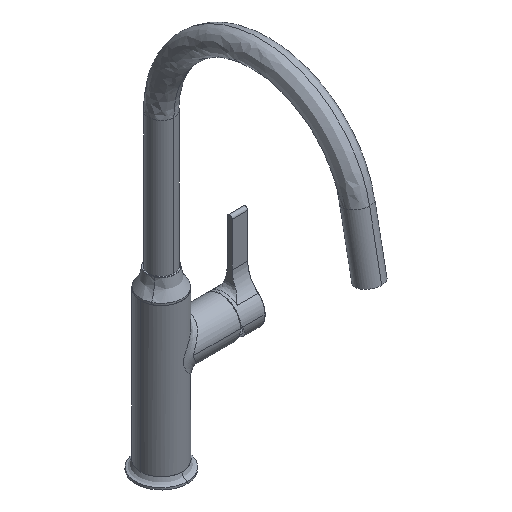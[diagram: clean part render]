
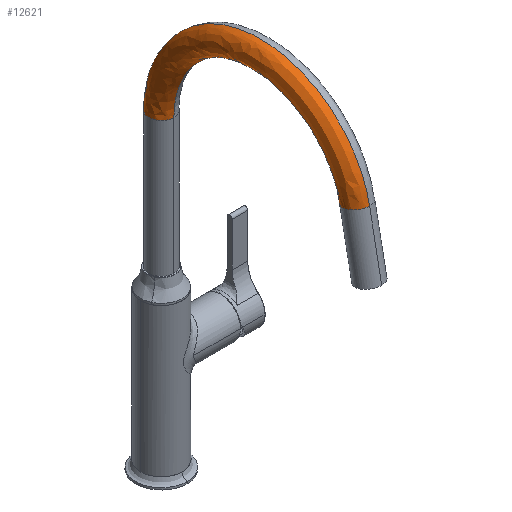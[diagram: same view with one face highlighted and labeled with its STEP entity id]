
A CAD part, isometric view. The second image highlights one B-rep face of the part: STEP entity #12621.
In plain terms, the highlighted free-form (B-spline) face has degree [2, 2] with [9, 9] control points.
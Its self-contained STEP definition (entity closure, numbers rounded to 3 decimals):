
#12621=ADVANCED_FACE('',(#14314),#39763,.T.);
#14314=FACE_OUTER_BOUND('',#16013,.T.);
#16013=EDGE_LOOP('',(#18370,#18371,#18372,#18373));
#18370=ORIENTED_EDGE('',*,*,#26680,.F.);
#18371=ORIENTED_EDGE('',*,*,#26786,.F.);
#18372=ORIENTED_EDGE('',*,*,#26677,.F.);
#18373=ORIENTED_EDGE('',*,*,#26788,.F.);
#26677=EDGE_CURVE('',#35311,#35312,#30936,.T.);
#26680=EDGE_CURVE('',#35313,#35314,#30939,.T.);
#26786=EDGE_CURVE('',#35312,#35313,#30993,.T.);
#26788=EDGE_CURVE('',#35314,#35311,#30995,.T.);
#30936=(
BOUNDED_CURVE()
B_SPLINE_CURVE(2,(#49148,#49149,#49150,#49151,#49152),.UNSPECIFIED.,.F.,
 .F.)
B_SPLINE_CURVE_WITH_KNOTS((3,2,3),(0.,147.48,294.961),
 .UNSPECIFIED.)
CURVE()
GEOMETRIC_REPRESENTATION_ITEM()
RATIONAL_B_SPLINE_CURVE((1.,0.74,1.,0.74,1.))
REPRESENTATION_ITEM('')
);
#30939=(
BOUNDED_CURVE()
B_SPLINE_CURVE(2,(#49163,#49164,#49165,#49166,#49167),.UNSPECIFIED.,.F.,
 .F.)
B_SPLINE_CURVE_WITH_KNOTS((3,2,3),(0.,128.75,257.501),
 .UNSPECIFIED.)
CURVE()
GEOMETRIC_REPRESENTATION_ITEM()
RATIONAL_B_SPLINE_CURVE((1.,0.74,1.,0.74,1.))
REPRESENTATION_ITEM('')
);
#30993=(
BOUNDED_CURVE()
B_SPLINE_CURVE(2,(#50022,#50023,#50024,#50025,#50026),.UNSPECIFIED.,.F.,
 .F.)
B_SPLINE_CURVE_WITH_KNOTS((3,2,3),(0.,19.949,39.898),
 .UNSPECIFIED.)
CURVE()
GEOMETRIC_REPRESENTATION_ITEM()
RATIONAL_B_SPLINE_CURVE((1.,0.707,1.,0.707,1.))
REPRESENTATION_ITEM('')
);
#30995=(
BOUNDED_CURVE()
B_SPLINE_CURVE(2,(#50032,#50033,#50034,#50035,#50036),.UNSPECIFIED.,.F.,
 .F.)
B_SPLINE_CURVE_WITH_KNOTS((3,2,3),(39.898,59.847,79.796),
 .UNSPECIFIED.)
CURVE()
GEOMETRIC_REPRESENTATION_ITEM()
RATIONAL_B_SPLINE_CURVE((1.,0.707,1.,0.707,1.))
REPRESENTATION_ITEM('')
);
#35311=VERTEX_POINT('',#49073);
#35312=VERTEX_POINT('',#49074);
#35313=VERTEX_POINT('',#49075);
#35314=VERTEX_POINT('',#49076);
#39763=(
BOUNDED_SURFACE()
B_SPLINE_SURFACE(2,2,((#48992,#48993,#48994,#48995,#48996,#48997,#48998,
#48999,#49000),(#49001,#49002,#49003,#49004,#49005,#49006,#49007,#49008,
#49009),(#49010,#49011,#49012,#49013,#49014,#49015,#49016,#49017,#49018),
(#49019,#49020,#49021,#49022,#49023,#49024,#49025,#49026,#49027),(#49028,
#49029,#49030,#49031,#49032,#49033,#49034,#49035,#49036),(#49037,#49038,
#49039,#49040,#49041,#49042,#49043,#49044,#49045),(#49046,#49047,#49048,
#49049,#49050,#49051,#49052,#49053,#49054),(#49055,#49056,#49057,#49058,
#49059,#49060,#49061,#49062,#49063),(#49064,#49065,#49066,#49067,#49068,
#49069,#49070,#49071,#49072)),.UNSPECIFIED.,.T.,.F.,.F.)
B_SPLINE_SURFACE_WITH_KNOTS((3,2,2,2,3),(3,2,2,2,3),(0.,157.08,
314.159,471.239,628.319),(0.,19.949,
39.898,59.847,79.796),.UNSPECIFIED.)
GEOMETRIC_REPRESENTATION_ITEM()
RATIONAL_B_SPLINE_SURFACE(((1.,0.707,1.,0.707,1.,
0.707,1.,0.707,1.),(0.707,0.5,0.707,
0.5,0.707,0.5,0.707,0.5,0.707),(1.,
0.707,1.,0.707,1.,0.707,1.,0.707,
1.),(0.707,0.5,0.707,0.5,0.707,0.5,
0.707,0.5,0.707),(1.,0.707,1.,0.707,
1.,0.707,1.,0.707,1.),(0.707,0.5,0.707,
0.5,0.707,0.5,0.707,0.5,0.707),(1.,
0.707,1.,0.707,1.,0.707,1.,0.707,
1.),(0.707,0.5,0.707,0.5,0.707,0.5,
0.707,0.5,0.707),(1.,0.707,1.,0.707,
1.,0.707,1.,0.707,1.)))
REPRESENTATION_ITEM('')
SURFACE()
);
#48992=CARTESIAN_POINT('',(0.,12.7,314.3));
#48993=CARTESIAN_POINT('',(12.7,12.7,314.3));
#48994=CARTESIAN_POINT('',(12.7,0.,314.3));
#48995=CARTESIAN_POINT('',(12.7,-12.7,314.3));
#48996=CARTESIAN_POINT('',(0.,-12.7,314.3));
#48997=CARTESIAN_POINT('',(-12.7,-12.7,314.3));
#48998=CARTESIAN_POINT('',(-12.7,0.,314.3));
#48999=CARTESIAN_POINT('',(-12.7,12.7,314.3));
#49000=CARTESIAN_POINT('',(0.,12.7,314.3));
#49001=CARTESIAN_POINT('',(0.,12.7,427.));
#49002=CARTESIAN_POINT('',(12.7,12.7,427.));
#49003=CARTESIAN_POINT('',(12.7,0.,414.3));
#49004=CARTESIAN_POINT('',(12.7,-12.7,401.6));
#49005=CARTESIAN_POINT('',(0.,-12.7,401.6));
#49006=CARTESIAN_POINT('',(-12.7,-12.7,401.6));
#49007=CARTESIAN_POINT('',(-12.7,0.,414.3));
#49008=CARTESIAN_POINT('',(-12.7,12.7,427.));
#49009=CARTESIAN_POINT('',(0.,12.7,427.));
#49010=CARTESIAN_POINT('',(0.,-100.,427.));
#49011=CARTESIAN_POINT('',(12.7,-100.,427.));
#49012=CARTESIAN_POINT('',(12.7,-100.,414.3));
#49013=CARTESIAN_POINT('',(12.7,-100.,401.6));
#49014=CARTESIAN_POINT('',(0.,-100.,401.6));
#49015=CARTESIAN_POINT('',(-12.7,-100.,401.6));
#49016=CARTESIAN_POINT('',(-12.7,-100.,414.3));
#49017=CARTESIAN_POINT('',(-12.7,-100.,427.));
#49018=CARTESIAN_POINT('',(0.,-100.,427.));
#49019=CARTESIAN_POINT('',(0.,-212.7,427.));
#49020=CARTESIAN_POINT('',(12.7,-212.7,427.));
#49021=CARTESIAN_POINT('',(12.7,-200.,414.3));
#49022=CARTESIAN_POINT('',(12.7,-187.3,401.6));
#49023=CARTESIAN_POINT('',(0.,-187.3,401.6));
#49024=CARTESIAN_POINT('',(-12.7,-187.3,401.6));
#49025=CARTESIAN_POINT('',(-12.7,-200.,414.3));
#49026=CARTESIAN_POINT('',(-12.7,-212.7,427.));
#49027=CARTESIAN_POINT('',(0.,-212.7,427.));
#49028=CARTESIAN_POINT('',(0.,-212.7,314.3));
#49029=CARTESIAN_POINT('',(12.7,-212.7,314.3));
#49030=CARTESIAN_POINT('',(12.7,-200.,314.3));
#49031=CARTESIAN_POINT('',(12.7,-187.3,314.3));
#49032=CARTESIAN_POINT('',(0.,-187.3,314.3));
#49033=CARTESIAN_POINT('',(-12.7,-187.3,314.3));
#49034=CARTESIAN_POINT('',(-12.7,-200.,314.3));
#49035=CARTESIAN_POINT('',(-12.7,-212.7,314.3));
#49036=CARTESIAN_POINT('',(0.,-212.7,314.3));
#49037=CARTESIAN_POINT('',(0.,-212.7,201.6));
#49038=CARTESIAN_POINT('',(12.7,-212.7,201.6));
#49039=CARTESIAN_POINT('',(12.7,-200.,214.3));
#49040=CARTESIAN_POINT('',(12.7,-187.3,227.));
#49041=CARTESIAN_POINT('',(0.,-187.3,227.));
#49042=CARTESIAN_POINT('',(-12.7,-187.3,227.));
#49043=CARTESIAN_POINT('',(-12.7,-200.,214.3));
#49044=CARTESIAN_POINT('',(-12.7,-212.7,201.6));
#49045=CARTESIAN_POINT('',(0.,-212.7,201.6));
#49046=CARTESIAN_POINT('',(0.,-100.,201.6));
#49047=CARTESIAN_POINT('',(12.7,-100.,201.6));
#49048=CARTESIAN_POINT('',(12.7,-100.,214.3));
#49049=CARTESIAN_POINT('',(12.7,-100.,227.));
#49050=CARTESIAN_POINT('',(0.,-100.,227.));
#49051=CARTESIAN_POINT('',(-12.7,-100.,227.));
#49052=CARTESIAN_POINT('',(-12.7,-100.,214.3));
#49053=CARTESIAN_POINT('',(-12.7,-100.,201.6));
#49054=CARTESIAN_POINT('',(0.,-100.,201.6));
#49055=CARTESIAN_POINT('',(0.,12.7,201.6));
#49056=CARTESIAN_POINT('',(12.7,12.7,201.6));
#49057=CARTESIAN_POINT('',(12.7,0.,214.3));
#49058=CARTESIAN_POINT('',(12.7,-12.7,227.));
#49059=CARTESIAN_POINT('',(0.,-12.7,227.));
#49060=CARTESIAN_POINT('',(-12.7,-12.7,227.));
#49061=CARTESIAN_POINT('',(-12.7,0.,214.3));
#49062=CARTESIAN_POINT('',(-12.7,12.7,201.6));
#49063=CARTESIAN_POINT('',(0.,12.7,201.6));
#49064=CARTESIAN_POINT('',(0.,12.7,314.3));
#49065=CARTESIAN_POINT('',(12.7,12.7,314.3));
#49066=CARTESIAN_POINT('',(12.7,0.,314.3));
#49067=CARTESIAN_POINT('',(12.7,-12.7,314.3));
#49068=CARTESIAN_POINT('',(0.,-12.7,314.3));
#49069=CARTESIAN_POINT('',(-12.7,-12.7,314.3));
#49070=CARTESIAN_POINT('',(-12.7,0.,314.3));
#49071=CARTESIAN_POINT('',(-12.7,12.7,314.3));
#49072=CARTESIAN_POINT('',(0.,12.7,314.3));
#49073=CARTESIAN_POINT('',(0.,12.7,314.3));
#49074=CARTESIAN_POINT('',(0.,-210.629,335.804));
#49075=CARTESIAN_POINT('',(0.,-185.696,330.958));
#49076=CARTESIAN_POINT('',(0.,-12.7,314.3));
#49148=CARTESIAN_POINT('',(0.,12.7,314.3));
#49149=CARTESIAN_POINT('',(0.,12.7,416.669));
#49150=CARTESIAN_POINT('',(0.,-89.198,426.481));
#49151=CARTESIAN_POINT('',(0.,-191.096,436.293));
#49152=CARTESIAN_POINT('',(0.,-210.629,335.804));
#49163=CARTESIAN_POINT('',(0.,-185.696,330.958));
#49164=CARTESIAN_POINT('',(0.,-170.565,408.798));
#49165=CARTESIAN_POINT('',(0.,-91.633,401.198));
#49166=CARTESIAN_POINT('',(0.,-12.7,393.598));
#49167=CARTESIAN_POINT('',(0.,-12.7,314.3));
#50022=CARTESIAN_POINT('',(0.,-210.629,335.804));
#50023=CARTESIAN_POINT('',(-12.7,-210.629,335.804));
#50024=CARTESIAN_POINT('',(-12.7,-198.163,333.381));
#50025=CARTESIAN_POINT('',(-12.7,-185.696,330.958));
#50026=CARTESIAN_POINT('',(0.,-185.696,330.958));
#50032=CARTESIAN_POINT('',(0.,-12.7,314.3));
#50033=CARTESIAN_POINT('',(-12.7,-12.7,314.3));
#50034=CARTESIAN_POINT('',(-12.7,0.,314.3));
#50035=CARTESIAN_POINT('',(-12.7,12.7,314.3));
#50036=CARTESIAN_POINT('',(0.,12.7,314.3));
